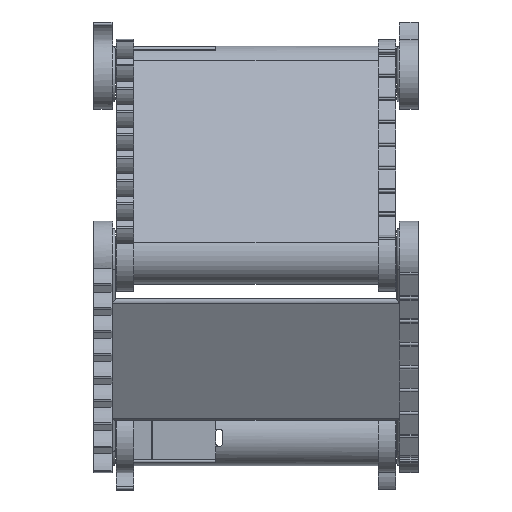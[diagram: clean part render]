
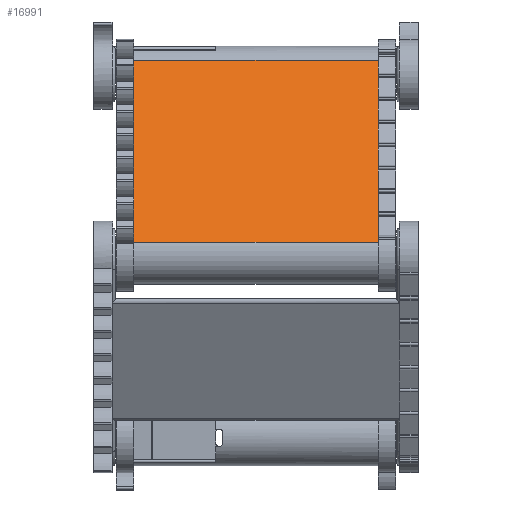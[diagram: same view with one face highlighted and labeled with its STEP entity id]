
A CAD part, front view. The second image highlights one B-rep face of the part: STEP entity #16991.
In plain terms, the highlighted planar face has unit normal (0, -0.866, 0.5).
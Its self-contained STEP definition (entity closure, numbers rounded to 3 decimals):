
#335=PLANE('',#18328);
#850=FACE_OUTER_BOUND('',#1862,.T.);
#1862=EDGE_LOOP('',(#12365,#12366,#12367,#12368));
#4238=LINE('',#27295,#5603);
#4240=LINE('',#27309,#5605);
#4242=LINE('',#27315,#5607);
#4243=LINE('',#27316,#5608);
#5603=VECTOR('',#21516,10.);
#5605=VECTOR('',#21536,10.);
#5607=VECTOR('',#21542,10.);
#5608=VECTOR('',#21543,10.);
#7081=VERTEX_POINT('',#27292);
#7082=VERTEX_POINT('',#27294);
#7085=VERTEX_POINT('',#27308);
#7087=VERTEX_POINT('',#27314);
#9040=EDGE_CURVE('',#7081,#7082,#4238,.T.);
#9047=EDGE_CURVE('',#7085,#7082,#4240,.T.);
#9050=EDGE_CURVE('',#7087,#7081,#4242,.T.);
#9051=EDGE_CURVE('',#7085,#7087,#4243,.T.);
#12365=ORIENTED_EDGE('',*,*,#9040,.F.);
#12366=ORIENTED_EDGE('',*,*,#9050,.F.);
#12367=ORIENTED_EDGE('',*,*,#9051,.F.);
#12368=ORIENTED_EDGE('',*,*,#9047,.T.);
#16991=ADVANCED_FACE('',(#850),#335,.T.);
#18328=AXIS2_PLACEMENT_3D('',#27313,#21540,#21541);
#21516=DIRECTION('',(0.,-0.5,-0.866));
#21536=DIRECTION('',(1.,0.,0.));
#21540=DIRECTION('center_axis',(0.,-0.866,0.5));
#21541=DIRECTION('ref_axis',(0.,-0.5,-0.866));
#21542=DIRECTION('',(1.,0.,0.));
#21543=DIRECTION('',(0.,0.5,0.866));
#27292=CARTESIAN_POINT('',(39.,-36.928,107.923));
#27294=CARTESIAN_POINT('',(39.,-66.928,55.962));
#27295=CARTESIAN_POINT('',(39.,-44.428,94.933));
#27308=CARTESIAN_POINT('',(-39.,-66.928,55.962));
#27309=CARTESIAN_POINT('',(0.,-66.928,55.962));
#27313=CARTESIAN_POINT('Origin',(0.,-36.928,107.923));
#27314=CARTESIAN_POINT('',(-39.,-36.928,107.923));
#27315=CARTESIAN_POINT('',(0.,-36.928,107.923));
#27316=CARTESIAN_POINT('',(-39.,-44.428,94.933));
